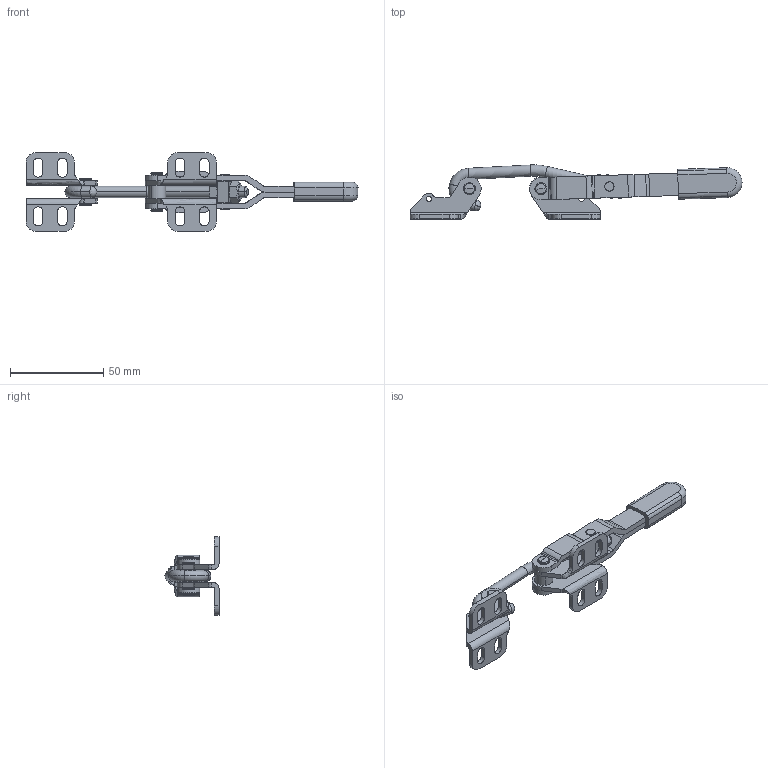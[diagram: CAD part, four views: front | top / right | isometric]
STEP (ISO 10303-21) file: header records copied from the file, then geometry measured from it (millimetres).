
FILE_DESCRIPTION((''),'2;1');
FILE_NAME('HC01.stp','2009-10-27T15:21:28',('David'),(''),'Autodesk Inventor 8','Autodesk Inventor 8','');
FILE_SCHEMA(('AUTOMOTIVE_DESIGN { 1 0 10303 214 1 1 1 1 }'));
Length unit declared in the file: millimetre
Products named in the file (6): HC01; HC01 SIDEPLATE ASSEMBLY; HC01 HANDLE ASSEMBLY; HC01 HANDLE ADJUSTMENT BLOCK ASSEMBLY; HC01 REAR SIDEPLATE ASSEMBLY; HC01 HOOK
Assembly tree (5 placements, depth 2):
  HC01
    HC01 SIDEPLATE ASSEMBLY
    HC01 HANDLE ASSEMBLY
    HC01 HANDLE ADJUSTMENT BLOCK ASSEMBLY
    HC01 REAR SIDEPLATE ASSEMBLY
    HC01 HOOK
Bounding box: 177.89 x 28.95 x 42 mm (x, y, z)
Volume: 23876.2 mm3; surface area: 19522.9 mm2
Topology: 5 solids, 5 shells, 341 faces, 928 edges, 596 vertices
Faces by surface type: cylinder 103, plane 97, bspline 93, torus 24, cone 18, sphere 6
Entity records: 12302 total; most frequent: CARTESIAN_POINT 3623, ORIENTED_EDGE 1832, DIRECTION 1775, EDGE_CURVE 916, AXIS2_PLACEMENT_3D 644, VERTEX_POINT 596, VECTOR 487, LINE 487
